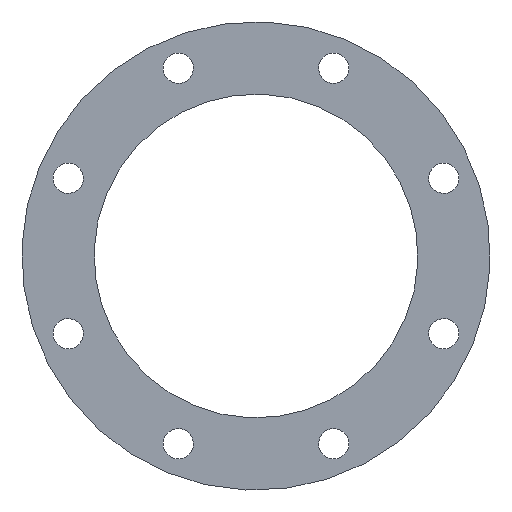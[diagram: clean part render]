
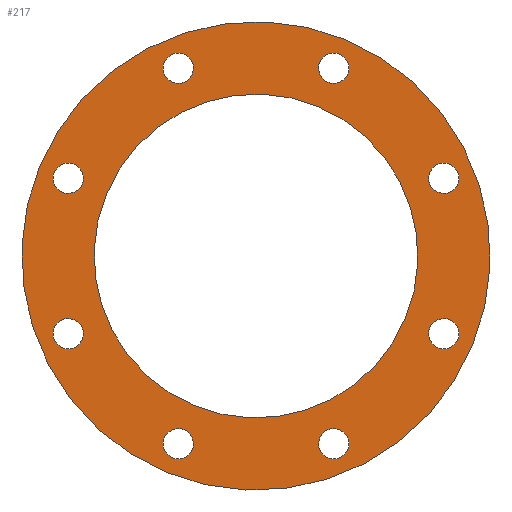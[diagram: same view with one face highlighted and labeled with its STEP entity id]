
A CAD part, left-side view. The second image highlights one B-rep face of the part: STEP entity #217.
In plain terms, the highlighted planar face has unit normal (-1, 0, 0).
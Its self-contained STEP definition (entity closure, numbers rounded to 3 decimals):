
#15=PLANE('',#251);
#27=FACE_BOUND('',#78,.T.);
#28=FACE_BOUND('',#79,.T.);
#29=FACE_BOUND('',#80,.T.);
#30=FACE_BOUND('',#81,.T.);
#31=FACE_BOUND('',#82,.T.);
#32=FACE_BOUND('',#83,.T.);
#33=FACE_BOUND('',#84,.T.);
#34=FACE_BOUND('',#85,.T.);
#35=FACE_BOUND('',#86,.T.);
#55=FACE_OUTER_BOUND('',#77,.T.);
#77=EDGE_LOOP('',(#177));
#78=EDGE_LOOP('',(#178));
#79=EDGE_LOOP('',(#179));
#80=EDGE_LOOP('',(#180));
#81=EDGE_LOOP('',(#181));
#82=EDGE_LOOP('',(#182));
#83=EDGE_LOOP('',(#183));
#84=EDGE_LOOP('',(#184));
#85=EDGE_LOOP('',(#185));
#86=EDGE_LOOP('',(#186));
#98=CIRCLE('',#223,11.);
#100=CIRCLE('',#226,11.);
#102=CIRCLE('',#229,11.);
#104=CIRCLE('',#232,11.);
#106=CIRCLE('',#235,11.);
#108=CIRCLE('',#238,11.);
#110=CIRCLE('',#241,11.);
#112=CIRCLE('',#244,11.);
#114=CIRCLE('',#247,117.5);
#115=CIRCLE('',#249,170.);
#118=VERTEX_POINT('',#323);
#120=VERTEX_POINT('',#328);
#122=VERTEX_POINT('',#333);
#124=VERTEX_POINT('',#338);
#126=VERTEX_POINT('',#343);
#128=VERTEX_POINT('',#348);
#130=VERTEX_POINT('',#353);
#132=VERTEX_POINT('',#358);
#134=VERTEX_POINT('',#363);
#135=VERTEX_POINT('',#366);
#138=EDGE_CURVE('',#118,#118,#98,.T.);
#140=EDGE_CURVE('',#120,#120,#100,.T.);
#142=EDGE_CURVE('',#122,#122,#102,.T.);
#144=EDGE_CURVE('',#124,#124,#104,.T.);
#146=EDGE_CURVE('',#126,#126,#106,.T.);
#148=EDGE_CURVE('',#128,#128,#108,.T.);
#150=EDGE_CURVE('',#130,#130,#110,.T.);
#152=EDGE_CURVE('',#132,#132,#112,.T.);
#154=EDGE_CURVE('',#134,#134,#114,.T.);
#155=EDGE_CURVE('',#135,#135,#115,.T.);
#177=ORIENTED_EDGE('',*,*,#155,.F.);
#178=ORIENTED_EDGE('',*,*,#138,.T.);
#179=ORIENTED_EDGE('',*,*,#140,.T.);
#180=ORIENTED_EDGE('',*,*,#142,.T.);
#181=ORIENTED_EDGE('',*,*,#144,.T.);
#182=ORIENTED_EDGE('',*,*,#146,.T.);
#183=ORIENTED_EDGE('',*,*,#148,.T.);
#184=ORIENTED_EDGE('',*,*,#150,.T.);
#185=ORIENTED_EDGE('',*,*,#152,.T.);
#186=ORIENTED_EDGE('',*,*,#154,.T.);
#217=ADVANCED_FACE('',(#55,#27,#28,#29,#30,#31,#32,#33,#34,#35),#15,.T.);
#223=AXIS2_PLACEMENT_3D('',#324,#259,#260);
#226=AXIS2_PLACEMENT_3D('',#329,#265,#266);
#229=AXIS2_PLACEMENT_3D('',#334,#271,#272);
#232=AXIS2_PLACEMENT_3D('',#339,#277,#278);
#235=AXIS2_PLACEMENT_3D('',#344,#283,#284);
#238=AXIS2_PLACEMENT_3D('',#349,#289,#290);
#241=AXIS2_PLACEMENT_3D('',#354,#295,#296);
#244=AXIS2_PLACEMENT_3D('',#359,#301,#302);
#247=AXIS2_PLACEMENT_3D('',#364,#307,#308);
#249=AXIS2_PLACEMENT_3D('',#367,#311,#312);
#251=AXIS2_PLACEMENT_3D('',#370,#315,#316);
#259=DIRECTION('center_axis',(1.,0.,0.));
#260=DIRECTION('ref_axis',(0.,-0.924,-0.383));
#265=DIRECTION('center_axis',(1.,0.,0.));
#266=DIRECTION('ref_axis',(0.,-0.924,0.383));
#271=DIRECTION('center_axis',(1.,0.,0.));
#272=DIRECTION('ref_axis',(0.,-0.383,0.924));
#277=DIRECTION('center_axis',(1.,0.,0.));
#278=DIRECTION('ref_axis',(0.,0.383,0.924));
#283=DIRECTION('center_axis',(1.,0.,0.));
#284=DIRECTION('ref_axis',(0.,0.924,0.383));
#289=DIRECTION('center_axis',(1.,0.,0.));
#290=DIRECTION('ref_axis',(0.,0.924,-0.383));
#295=DIRECTION('center_axis',(1.,0.,0.));
#296=DIRECTION('ref_axis',(0.,0.383,-0.924));
#301=DIRECTION('center_axis',(1.,0.,0.));
#302=DIRECTION('ref_axis',(0.,-0.383,-0.924));
#307=DIRECTION('center_axis',(1.,0.,0.));
#308=DIRECTION('ref_axis',(0.,0.383,-0.924));
#311=DIRECTION('center_axis',(1.,0.,0.));
#312=DIRECTION('ref_axis',(0.,0.383,-0.924));
#315=DIRECTION('center_axis',(-1.,0.,0.));
#316=DIRECTION('ref_axis',(0.,-0.383,0.924));
#323=CARTESIAN_POINT('',(-15.,66.608,-132.063));
#324=CARTESIAN_POINT('Origin',(-15.,56.446,-136.272));
#328=CARTESIAN_POINT('',(-15.,-46.283,-140.482));
#329=CARTESIAN_POINT('Origin',(-15.,-56.446,-136.272));
#333=CARTESIAN_POINT('',(-15.,-132.063,-66.608));
#334=CARTESIAN_POINT('Origin',(-15.,-136.272,-56.446));
#338=CARTESIAN_POINT('',(-15.,-140.482,46.283));
#339=CARTESIAN_POINT('Origin',(-15.,-136.272,56.446));
#343=CARTESIAN_POINT('',(-15.,-66.608,132.063));
#344=CARTESIAN_POINT('Origin',(-15.,-56.446,136.272));
#348=CARTESIAN_POINT('',(-15.,46.283,140.482));
#349=CARTESIAN_POINT('Origin',(-15.,56.446,136.272));
#353=CARTESIAN_POINT('',(-15.,132.063,66.608));
#354=CARTESIAN_POINT('Origin',(-15.,136.272,56.446));
#358=CARTESIAN_POINT('',(-15.,140.482,-46.283));
#359=CARTESIAN_POINT('Origin',(-15.,136.272,-56.446));
#363=CARTESIAN_POINT('',(-15.,-44.965,108.556));
#364=CARTESIAN_POINT('Origin',(-15.,0.,0.));
#366=CARTESIAN_POINT('',(-15.,-65.056,157.06));
#367=CARTESIAN_POINT('Origin',(-15.,0.,0.));
#370=CARTESIAN_POINT('Origin',(-15.,0.,0.));
